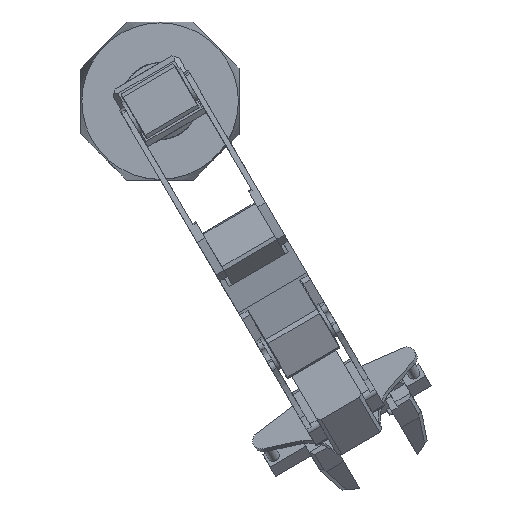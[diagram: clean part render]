
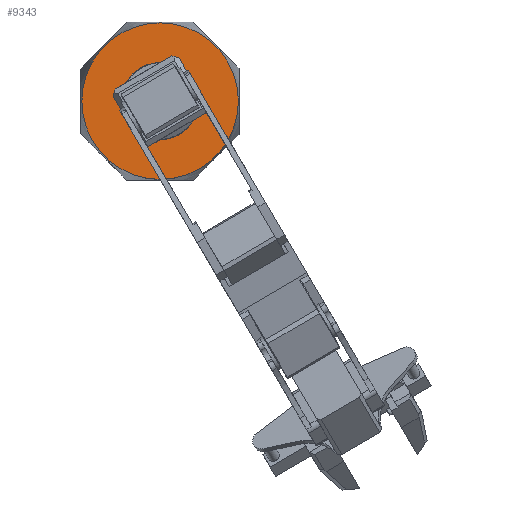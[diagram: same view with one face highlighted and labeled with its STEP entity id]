
A CAD part, top view. The second image highlights one B-rep face of the part: STEP entity #9343.
In plain terms, the highlighted planar face has unit normal (0, 0, 1).
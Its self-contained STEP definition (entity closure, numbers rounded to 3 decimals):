
#153=PLANE('',#10056);
#460=FACE_BOUND('',#1123,.T.);
#596=FACE_OUTER_BOUND('',#1122,.T.);
#1122=EDGE_LOOP('',(#6788));
#1123=EDGE_LOOP('',(#6789));
#3726=CIRCLE('',#10057,43.5);
#3727=CIRCLE('',#10058,21.431);
#4155=VERTEX_POINT('',#14294);
#4156=VERTEX_POINT('',#14296);
#5164=EDGE_CURVE('',#4155,#4155,#3726,.T.);
#5165=EDGE_CURVE('',#4156,#4156,#3727,.T.);
#6788=ORIENTED_EDGE('',*,*,#5164,.T.);
#6789=ORIENTED_EDGE('',*,*,#5165,.T.);
#9343=ADVANCED_FACE('',(#596,#460),#153,.F.);
#10056=AXIS2_PLACEMENT_3D('',#14293,#11298,#11299);
#10057=AXIS2_PLACEMENT_3D('',#14295,#11300,#11301);
#10058=AXIS2_PLACEMENT_3D('',#14297,#11302,#11303);
#11298=DIRECTION('center_axis',(0.,0.,
-1.));
#11299=DIRECTION('ref_axis',(1.,0.,0.));
#11300=DIRECTION('center_axis',(0.,0.,
1.));
#11301=DIRECTION('ref_axis',(1.,0.,0.));
#11302=DIRECTION('center_axis',(0.,0.,
-1.));
#11303=DIRECTION('ref_axis',(-1.,0.,0.));
#14293=CARTESIAN_POINT('Origin',(69.292,207.72,-229.4));
#14294=CARTESIAN_POINT('',(25.792,207.72,-229.4));
#14295=CARTESIAN_POINT('Origin',(69.292,207.72,-229.4));
#14296=CARTESIAN_POINT('',(90.723,207.72,-229.4));
#14297=CARTESIAN_POINT('Origin',(69.292,207.72,-229.4));
